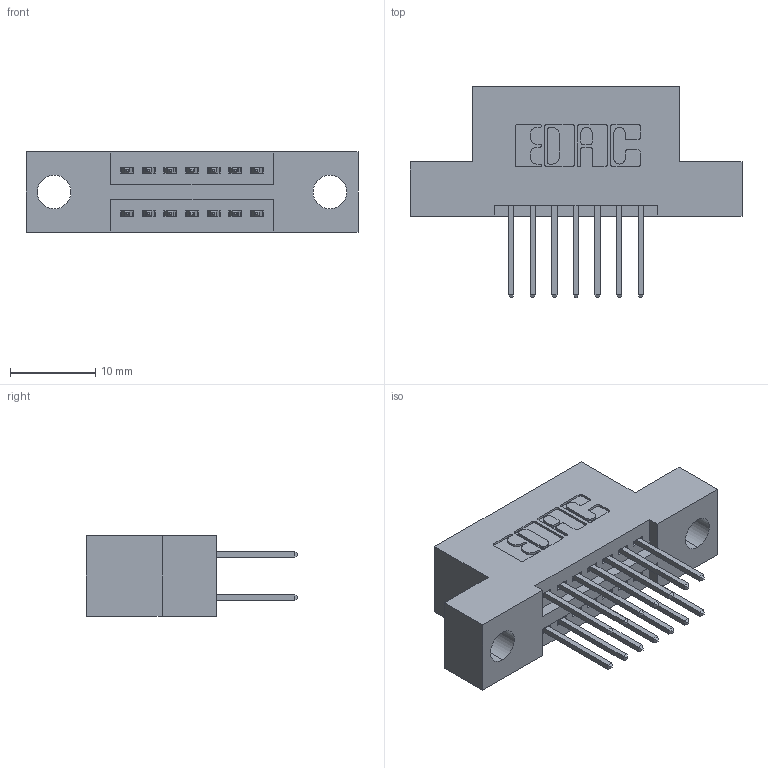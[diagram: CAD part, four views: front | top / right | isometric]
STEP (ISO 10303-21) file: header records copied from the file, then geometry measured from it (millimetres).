
FILE_DESCRIPTION (( 'STEP AP203' ), '1' );
FILE_NAME ('345-014-523-204.STEP', '2021-05-19T15:58:07', ( '' ), ( '' ), 'SwSTEP 2.0', 'SolidWorks 2020', '' );
FILE_SCHEMA (( 'CONFIG_CONTROL_DESIGN' ));
Length unit declared in the file: inch
Products named in the file (3): 345-292-001_345-293-123; 345 Part_Flush Mounting Lugs - 0.156 Dia-TI; 345-014-523-204
Assembly tree (15 placements, depth 2):
  345-014-523-204
    345 Part_Flush Mounting Lugs - 0.156 Dia-TI
    345-292-001_345-293-123  x14
Bounding box: 38.99 x 24.82 x 9.4 mm (x, y, z)
Volume: 3385.3 mm3; surface area: 4306.5 mm2
Topology: 15 solids, 15 shells, 840 faces, 2463 edges, 1622 vertices
Faces by surface type: plane 556, cylinder 284
Entity records: 10641 total; most frequent: CARTESIAN_POINT 1822, ORIENTED_EDGE 1754, DIRECTION 1649, EDGE_CURVE 877, LINE 717, VECTOR 717, VERTEX_POINT 582, AXIS2_PLACEMENT_3D 466
